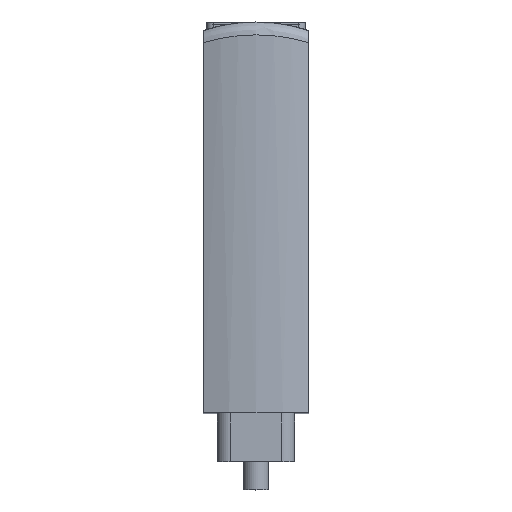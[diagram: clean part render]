
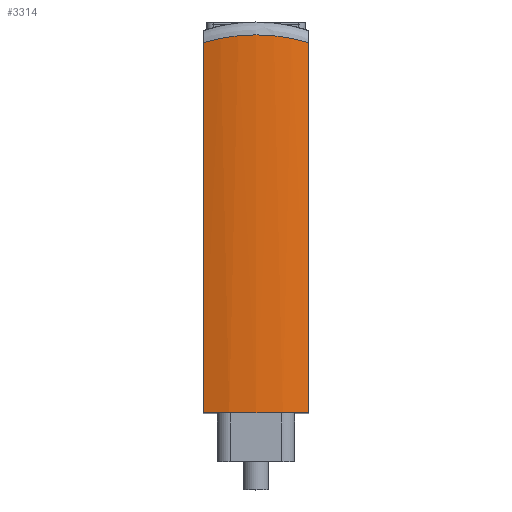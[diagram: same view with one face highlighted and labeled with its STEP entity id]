
A CAD part, top view. The second image highlights one B-rep face of the part: STEP entity #3314.
In plain terms, the highlighted cylindrical face has radius 19.5 mm (diameter 39 mm), a partial arc.
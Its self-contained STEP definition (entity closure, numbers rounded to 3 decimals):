
#31=ELLIPSE('',#3526,26.538,19.5);
#148=CYLINDRICAL_SURFACE('',#3545,19.5);
#196=CIRCLE('',#3475,19.5);
#386=FACE_OUTER_BOUND('',#582,.T.);
#582=EDGE_LOOP('',(#2853,#2854,#2855,#2856));
#744=LINE('',#5075,#1064);
#887=LINE('',#5637,#1207);
#1064=VECTOR('',#3897,43.081);
#1207=VECTOR('',#4260,43.081);
#1413=VERTEX_POINT('',#5072);
#1414=VERTEX_POINT('',#5074);
#1476=VERTEX_POINT('',#5465);
#1507=VERTEX_POINT('',#5626);
#1757=EDGE_CURVE('',#1413,#1414,#744,.T.);
#1880=EDGE_CURVE('',#1413,#1476,#196,.T.);
#1940=EDGE_CURVE('',#1476,#1507,#887,.T.);
#1947=EDGE_CURVE('',#1414,#1507,#31,.T.);
#2853=ORIENTED_EDGE('',*,*,#1947,.F.);
#2854=ORIENTED_EDGE('',*,*,#1757,.F.);
#2855=ORIENTED_EDGE('',*,*,#1880,.T.);
#2856=ORIENTED_EDGE('',*,*,#1940,.T.);
#3314=ADVANCED_FACE('',(#386),#148,.T.);
#3475=AXIS2_PLACEMENT_3D('',#5467,#4124,#4125);
#3526=AXIS2_PLACEMENT_3D('',#5714,#4273,#4274);
#3545=AXIS2_PLACEMENT_3D('',#5751,#4322,#4323);
#3897=DIRECTION('',(0.,1.,0.));
#4124=DIRECTION('center_axis',(0.,1.,0.));
#4125=DIRECTION('ref_axis',(-0.315,0.,0.949));
#4260=DIRECTION('',(0.,1.,0.));
#4273=DIRECTION('center_axis',(0.,0.735,-0.678));
#4274=DIRECTION('ref_axis',(0.,0.678,0.735));
#4322=DIRECTION('center_axis',(0.,1.,0.));
#4323=DIRECTION('ref_axis',(-0.315,0.,0.949));
#5072=CARTESIAN_POINT('',(-6.15,0.,121.605));
#5074=CARTESIAN_POINT('',(-6.15,43.081,121.605));
#5075=CARTESIAN_POINT('',(-6.15,0.,121.605));
#5465=CARTESIAN_POINT('',(6.15,0.,121.605));
#5467=CARTESIAN_POINT('Origin',(0.,0.,103.1));
#5626=CARTESIAN_POINT('',(6.15,43.081,121.605));
#5637=CARTESIAN_POINT('',(6.15,0.,121.605));
#5714=CARTESIAN_POINT('Origin',(0.,26.,103.1));
#5751=CARTESIAN_POINT('Origin',(0.,0.,103.1));
